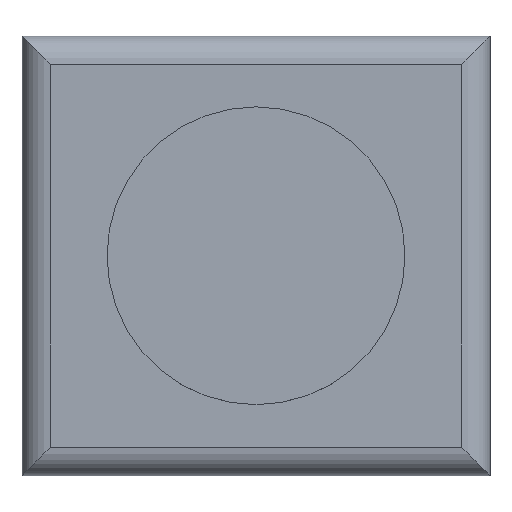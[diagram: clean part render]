
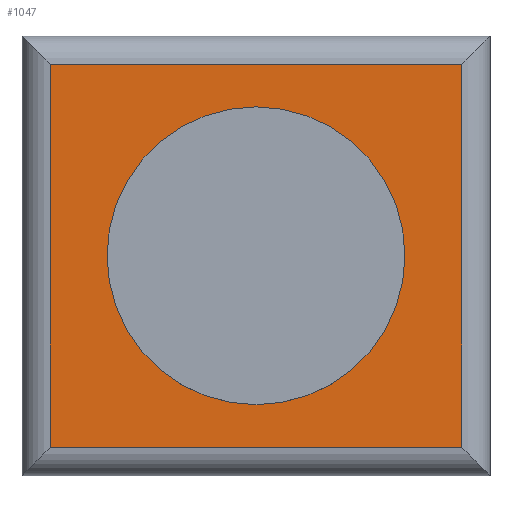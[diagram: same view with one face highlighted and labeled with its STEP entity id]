
A CAD part, top view. The second image highlights one B-rep face of the part: STEP entity #1047.
In plain terms, the highlighted planar face has unit normal (0, 0, 1).
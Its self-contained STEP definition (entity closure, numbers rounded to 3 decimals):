
#27=FACE_BOUND('',#162,.T.);
#29=CIRCLE('',#1136,1.05);
#35=PLANE('',#1135);
#97=FACE_OUTER_BOUND('',#161,.T.);
#161=EDGE_LOOP('',(#775,#776,#777,#778));
#162=EDGE_LOOP('',(#779));
#225=LINE('',#1485,#363);
#227=LINE('',#1493,#365);
#229=LINE('',#1499,#367);
#232=LINE('',#1505,#370);
#363=VECTOR('',#1201,10.);
#365=VECTOR('',#1209,10.);
#367=VECTOR('',#1215,10.);
#370=VECTOR('',#1222,10.);
#501=VERTEX_POINT('',#1483);
#502=VERTEX_POINT('',#1484);
#505=VERTEX_POINT('',#1492);
#507=VERTEX_POINT('',#1498);
#520=VERTEX_POINT('',#1533);
#597=EDGE_CURVE('',#501,#502,#225,.T.);
#601=EDGE_CURVE('',#502,#505,#227,.T.);
#604=EDGE_CURVE('',#505,#507,#229,.T.);
#608=EDGE_CURVE('',#507,#501,#232,.T.);
#622=EDGE_CURVE('',#520,#520,#29,.T.);
#775=ORIENTED_EDGE('',*,*,#597,.F.);
#776=ORIENTED_EDGE('',*,*,#608,.F.);
#777=ORIENTED_EDGE('',*,*,#604,.F.);
#778=ORIENTED_EDGE('',*,*,#601,.F.);
#779=ORIENTED_EDGE('',*,*,#622,.T.);
#1047=ADVANCED_FACE('',(#97,#27),#35,.T.);
#1135=AXIS2_PLACEMENT_3D('',#1532,#1240,#1241);
#1136=AXIS2_PLACEMENT_3D('',#1534,#1242,#1243);
#1201=DIRECTION('',(-1.,0.,0.));
#1209=DIRECTION('',(0.,1.,0.));
#1215=DIRECTION('',(1.,0.,0.));
#1222=DIRECTION('',(0.,-1.,0.));
#1240=DIRECTION('center_axis',(0.,0.,1.));
#1241=DIRECTION('ref_axis',(1.,0.,0.));
#1242=DIRECTION('center_axis',(0.,0.,-1.));
#1243=DIRECTION('ref_axis',(1.,0.,0.));
#1483=CARTESIAN_POINT('',(1.45,-1.35,1.5));
#1484=CARTESIAN_POINT('',(-1.45,-1.35,1.5));
#1485=CARTESIAN_POINT('',(-0.825,-1.35,1.5));
#1492=CARTESIAN_POINT('',(-1.45,1.35,1.5));
#1493=CARTESIAN_POINT('',(-1.45,0.775,1.5));
#1498=CARTESIAN_POINT('',(1.45,1.35,1.5));
#1499=CARTESIAN_POINT('',(0.825,1.35,1.5));
#1505=CARTESIAN_POINT('',(1.45,-0.775,1.5));
#1532=CARTESIAN_POINT('Origin',(0.,0.,1.5));
#1533=CARTESIAN_POINT('',(-1.05,0.,1.5));
#1534=CARTESIAN_POINT('Origin',(0.,0.,1.5));
